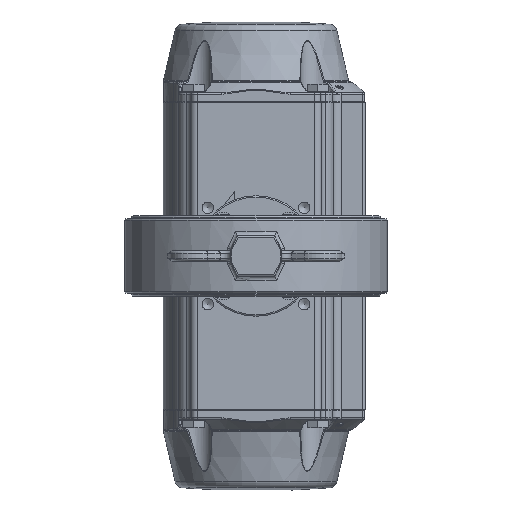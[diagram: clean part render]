
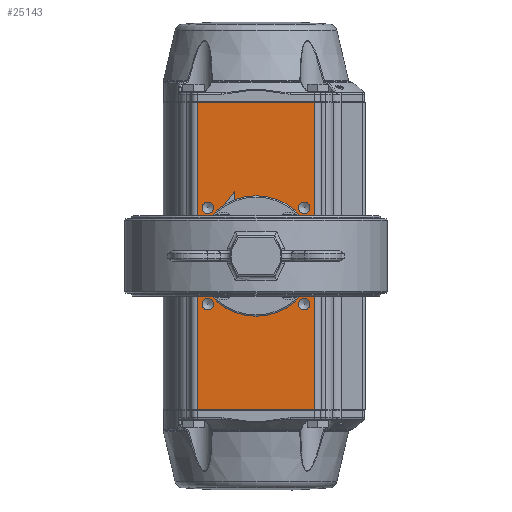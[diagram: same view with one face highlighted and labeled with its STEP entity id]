
A CAD part, front view. The second image highlights one B-rep face of the part: STEP entity #25143.
In plain terms, the highlighted planar face has unit normal (0, -1, 0).
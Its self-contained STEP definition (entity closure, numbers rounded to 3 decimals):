
#2155=PLANE('',#27673);
#3246=LINE('',#47551,#4750);
#3302=LINE('',#47736,#4806);
#3396=LINE('',#48006,#4900);
#3397=LINE('',#48009,#4901);
#4750=VECTOR('',#32279,1000.);
#4806=VECTOR('',#32469,1000.);
#4900=VECTOR('',#32753,1000.);
#4901=VECTOR('',#32758,1000.);
#9517=ORIENTED_EDGE('',*,*,#14861,.F.);
#9518=ORIENTED_EDGE('',*,*,#14727,.T.);
#9519=ORIENTED_EDGE('',*,*,#14863,.T.);
#9520=ORIENTED_EDGE('',*,*,#14635,.T.);
#9521=ORIENTED_EDGE('',*,*,#14864,.F.);
#9522=ORIENTED_EDGE('',*,*,#14865,.F.);
#9523=ORIENTED_EDGE('',*,*,#14866,.F.);
#9524=ORIENTED_EDGE('',*,*,#14867,.F.);
#9525=ORIENTED_EDGE('',*,*,#14868,.F.);
#9526=ORIENTED_EDGE('',*,*,#14869,.F.);
#9527=ORIENTED_EDGE('',*,*,#14870,.F.);
#9528=ORIENTED_EDGE('',*,*,#14871,.F.);
#9529=ORIENTED_EDGE('',*,*,#14872,.T.);
#14635=EDGE_CURVE('',#17696,#17699,#3246,.T.);
#14727=EDGE_CURVE('',#17762,#17761,#3302,.T.);
#14861=EDGE_CURVE('',#17762,#17699,#3396,.T.);
#14863=EDGE_CURVE('',#17761,#17696,#3397,.T.);
#14864=EDGE_CURVE('',#17843,#17843,#19385,.T.);
#14865=EDGE_CURVE('',#17844,#17844,#19386,.T.);
#14866=EDGE_CURVE('',#17845,#17845,#19387,.T.);
#14867=EDGE_CURVE('',#17846,#17846,#19388,.T.);
#14868=EDGE_CURVE('',#17847,#17847,#19389,.T.);
#14869=EDGE_CURVE('',#17848,#17848,#19390,.T.);
#14870=EDGE_CURVE('',#17849,#17849,#19391,.T.);
#14871=EDGE_CURVE('',#17850,#17850,#19392,.T.);
#14872=EDGE_CURVE('',#17851,#17851,#19393,.T.);
#17696=VERTEX_POINT('',#47545);
#17699=VERTEX_POINT('',#47550);
#17761=VERTEX_POINT('',#47735);
#17762=VERTEX_POINT('',#47737);
#17843=VERTEX_POINT('',#48011);
#17844=VERTEX_POINT('',#48013);
#17845=VERTEX_POINT('',#48015);
#17846=VERTEX_POINT('',#48017);
#17847=VERTEX_POINT('',#48019);
#17848=VERTEX_POINT('',#48021);
#17849=VERTEX_POINT('',#48023);
#17850=VERTEX_POINT('',#48025);
#17851=VERTEX_POINT('',#48027);
#19385=CIRCLE('',#27674,3.4);
#19386=CIRCLE('',#27675,3.4);
#19387=CIRCLE('',#27676,3.4);
#19388=CIRCLE('',#27677,3.4);
#19389=CIRCLE('',#27678,4.25);
#19390=CIRCLE('',#27679,4.25);
#19391=CIRCLE('',#27680,4.25);
#19392=CIRCLE('',#27681,4.25);
#19393=CIRCLE('',#27682,27.5);
#21104=EDGE_LOOP('',(#9517,#9518,#9519,#9520));
#21105=EDGE_LOOP('',(#9521));
#21106=EDGE_LOOP('',(#9522));
#21107=EDGE_LOOP('',(#9523));
#21108=EDGE_LOOP('',(#9524));
#21109=EDGE_LOOP('',(#9525));
#21110=EDGE_LOOP('',(#9526));
#21111=EDGE_LOOP('',(#9527));
#21112=EDGE_LOOP('',(#9528));
#21113=EDGE_LOOP('',(#9529));
#22993=FACE_BOUND('',#21104,.T.);
#22994=FACE_BOUND('',#21105,.T.);
#22995=FACE_BOUND('',#21106,.T.);
#22996=FACE_BOUND('',#21107,.T.);
#22997=FACE_BOUND('',#21108,.T.);
#22998=FACE_BOUND('',#21109,.T.);
#22999=FACE_BOUND('',#21110,.T.);
#23000=FACE_BOUND('',#21111,.T.);
#23001=FACE_BOUND('',#21112,.T.);
#23002=FACE_BOUND('',#21113,.T.);
#25143=ADVANCED_FACE('',(#22993,#22994,#22995,#22996,#22997,#22998,#22999,
#23000,#23001,#23002),#2155,.F.);
#27673=AXIS2_PLACEMENT_3D('',#48008,#32756,#32757);
#27674=AXIS2_PLACEMENT_3D('',#48010,#32759,#32760);
#27675=AXIS2_PLACEMENT_3D('',#48012,#32761,#32762);
#27676=AXIS2_PLACEMENT_3D('',#48014,#32763,#32764);
#27677=AXIS2_PLACEMENT_3D('',#48016,#32765,#32766);
#27678=AXIS2_PLACEMENT_3D('',#48018,#32767,#32768);
#27679=AXIS2_PLACEMENT_3D('',#48020,#32769,#32770);
#27680=AXIS2_PLACEMENT_3D('',#48022,#32771,#32772);
#27681=AXIS2_PLACEMENT_3D('',#48024,#32773,#32774);
#27682=AXIS2_PLACEMENT_3D('',#48026,#32775,#32776);
#32279=DIRECTION('',(1.,0.,0.));
#32469=DIRECTION('',(-1.,0.,0.));
#32753=DIRECTION('',(0.,0.,-1.));
#32756=DIRECTION('',(0.,1.,0.));
#32757=DIRECTION('',(0.,0.,1.));
#32758=DIRECTION('',(0.,0.,-1.));
#32759=DIRECTION('',(0.,-1.,0.));
#32760=DIRECTION('',(0.,0.,-1.));
#32761=DIRECTION('',(0.,-1.,0.));
#32762=DIRECTION('',(0.,0.,-1.));
#32763=DIRECTION('',(0.,-1.,0.));
#32764=DIRECTION('',(0.,0.,-1.));
#32765=DIRECTION('',(0.,-1.,0.));
#32766=DIRECTION('',(0.,0.,-1.));
#32767=DIRECTION('',(0.,-1.,0.));
#32768=DIRECTION('',(0.,0.,-1.));
#32769=DIRECTION('',(0.,-1.,0.));
#32770=DIRECTION('',(0.,0.,-1.));
#32771=DIRECTION('',(0.,-1.,0.));
#32772=DIRECTION('',(0.,0.,-1.));
#32773=DIRECTION('',(0.,-1.,0.));
#32774=DIRECTION('',(0.,0.,-1.));
#32775=DIRECTION('',(0.,1.,0.));
#32776=DIRECTION('',(0.,0.,1.));
#47545=CARTESIAN_POINT('',(-44.,-80.,-115.));
#47550=CARTESIAN_POINT('',(44.,-80.,-115.));
#47551=CARTESIAN_POINT('',(-44.,-80.,-115.));
#47735=CARTESIAN_POINT('',(-44.,-80.,115.));
#47736=CARTESIAN_POINT('',(-44.,-80.,115.));
#47737=CARTESIAN_POINT('',(44.,-80.,115.));
#48006=CARTESIAN_POINT('',(44.,-80.,115.5));
#48008=CARTESIAN_POINT('',(-44.,-80.,115.5));
#48009=CARTESIAN_POINT('',(-44.,-80.,115.5));
#48010=CARTESIAN_POINT('',(24.749,-80.,24.749));
#48011=CARTESIAN_POINT('',(24.749,-80.,21.349));
#48012=CARTESIAN_POINT('',(24.749,-80.,-24.749));
#48013=CARTESIAN_POINT('',(24.749,-80.,-28.149));
#48014=CARTESIAN_POINT('',(-24.749,-80.,-24.749));
#48015=CARTESIAN_POINT('',(-24.749,-80.,-28.149));
#48016=CARTESIAN_POINT('',(-24.749,-80.,24.749));
#48017=CARTESIAN_POINT('',(-24.749,-80.,21.349));
#48018=CARTESIAN_POINT('',(36.062,-80.,36.062));
#48019=CARTESIAN_POINT('',(36.062,-80.,31.812));
#48020=CARTESIAN_POINT('',(36.062,-80.,-36.062));
#48021=CARTESIAN_POINT('',(36.062,-80.,-40.312));
#48022=CARTESIAN_POINT('',(-36.062,-80.,-36.062));
#48023=CARTESIAN_POINT('',(-36.062,-80.,-40.312));
#48024=CARTESIAN_POINT('',(-36.062,-80.,36.062));
#48025=CARTESIAN_POINT('',(-36.062,-80.,31.812));
#48026=CARTESIAN_POINT('',(0.,-80.,0.));
#48027=CARTESIAN_POINT('',(0.,-80.,27.5));
